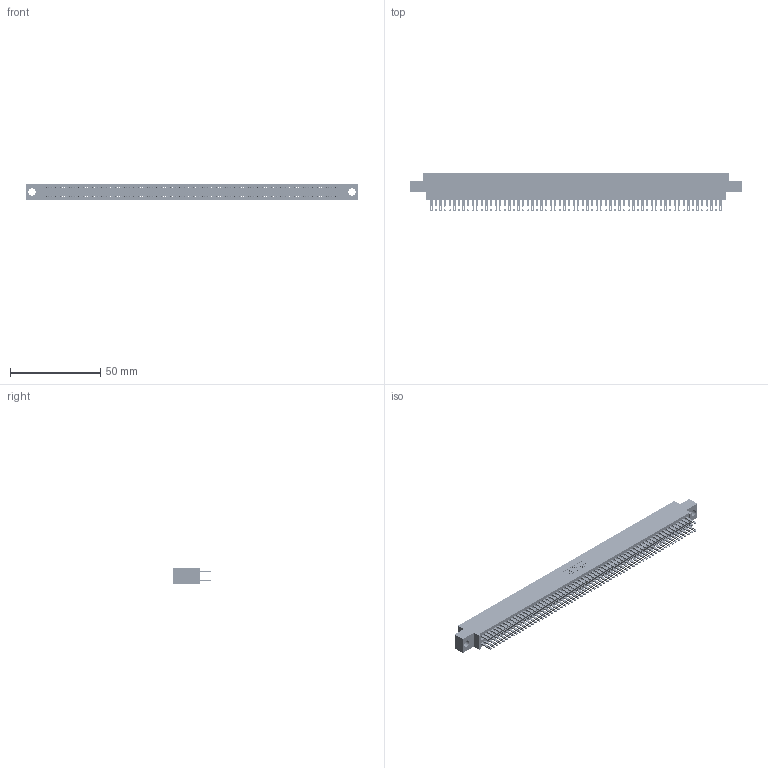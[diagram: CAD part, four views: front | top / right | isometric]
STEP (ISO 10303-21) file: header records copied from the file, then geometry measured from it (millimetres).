
FILE_DESCRIPTION (( 'STEP AP203' ), '1' );
FILE_NAME ('345-128-500-804.STEP', '2021-05-25T19:34:33', ( '' ), ( '' ), 'SwSTEP 2.0', 'SolidWorks 2020', '' );
FILE_SCHEMA (( 'CONFIG_CONTROL_DESIGN' ));
Length unit declared in the file: inch
Products named in the file (3): 345-128-500-804; 345 Part_0.170 Offset - 0.156 Dia-TI; 345-292-001_345-293-100
Assembly tree (129 placements, depth 2):
  345-128-500-804
    345 Part_0.170 Offset - 0.156 Dia-TI
    345-292-001_345-293-100  x128
Bounding box: 183.77 x 21.51 x 9.4 mm (x, y, z)
Volume: 18227.5 mm3; surface area: 28670 mm2
Topology: 129 solids, 129 shells, 6032 faces, 18437 edges, 12290 vertices
Faces by surface type: plane 3554, cylinder 2478
Entity records: 47735 total; most frequent: CARTESIAN_POINT 7986, ORIENTED_EDGE 7918, DIRECTION 7015, EDGE_CURVE 3959, LINE 3567, VECTOR 3567, VERTEX_POINT 2638, AXIS2_PLACEMENT_3D 1724
